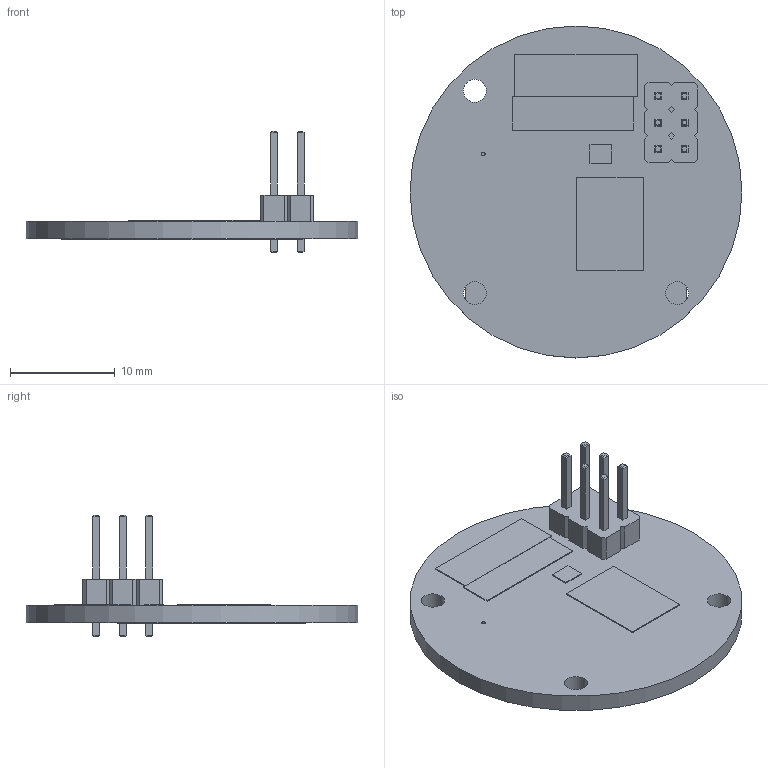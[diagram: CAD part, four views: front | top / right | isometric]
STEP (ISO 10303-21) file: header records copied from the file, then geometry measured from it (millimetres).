
FILE_DESCRIPTION(/* description */ (''),/* implementation_level */ '2;1');
FILE_NAME(/* name */ '8885702c-1d15-4790-b6eb-2d4d8ac85d43.stp',/* time_stamp */ '2022-05-23T21:59:12Z',/* author */ (''),/* organization */ (''),/* preprocessor_version */ 'ST-DEVELOPER v19',/* originating_system */ 'Autodesk Translation Framework v11.7.0.108',/* authorisation */ '');
FILE_SCHEMA (('AUTOMOTIVE_DESIGN { 1 0 10303 214 3 1 1 }'));
Length unit declared in the file: millimetre
Products named in the file (10): 8885702c-1d15-4790-b6eb-2d4d8ac85d43; PCB Component; Board; BAT-HLD-001-TR; Piezo Buzzer; 1x04 VERT FEMALE; 100; EG1218S; ATTINY84-20SSU; 2X03
Assembly tree (9 placements, depth 3):
  8885702c-1d15-4790-b6eb-2d4d8ac85d43
    PCB Component
      Board
      BAT-HLD-001-TR
      Piezo Buzzer
      1x04 VERT FEMALE
      100
      EG1218S
      ATTINY84-20SSU
      2X03
Bounding box: 31.75 x 31.75 x 11.6 mm (x, y, z)
Volume: 1452.5 mm3; surface area: 3111.9 mm2
Topology: 8 solids, 8 shells, 200 faces, 468 edges, 296 vertices
Faces by surface type: plane 182, cylinder 18
Full cylindrical faces by diameter (mm): 0.35 x1, 0.9 x3, 1 x4, 1.016 x6, 2.2 x3, 31.75 x1
Entity records: 6147 total; most frequent: CARTESIAN_POINT 983, DIRECTION 942, ORIENTED_EDGE 936, EDGE_CURVE 468, LINE 432, VECTOR 432, VERTEX_POINT 296, AXIS2_PLACEMENT_3D 255
